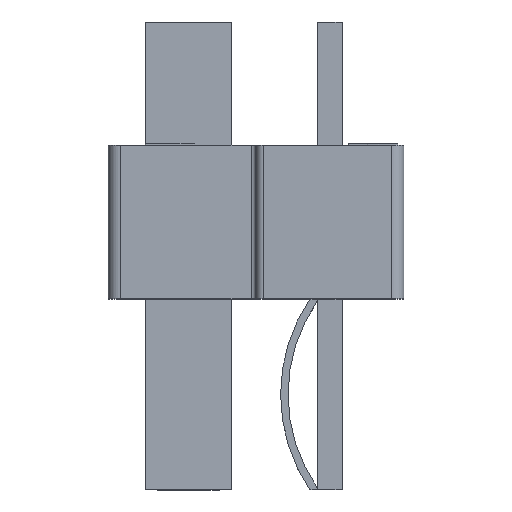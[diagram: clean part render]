
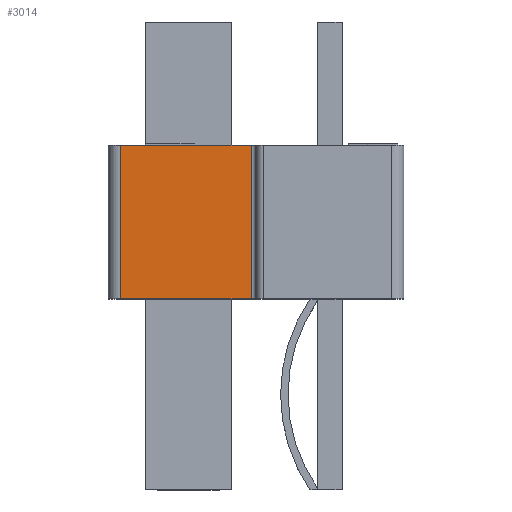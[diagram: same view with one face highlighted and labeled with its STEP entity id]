
A CAD part, top view. The second image highlights one B-rep face of the part: STEP entity #3014.
In plain terms, the highlighted planar face has unit normal (0, 0, 1).
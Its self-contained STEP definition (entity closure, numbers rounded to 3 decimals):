
#135 = EDGE_CURVE ( 'NONE', #1749, #1396, #1769, .T. ) ;
#229 = VERTEX_POINT ( 'NONE', #2379 ) ;
#248 = VECTOR ( 'NONE', #2886, 1000. ) ;
#371 = CARTESIAN_POINT ( 'NONE',  ( 5.8, 6.25, 0. ) ) ;
#440 = EDGE_CURVE ( 'NONE', #2753, #229, #1899, .T. ) ;
#481 = EDGE_CURVE ( 'NONE', #2753, #1749, #2896, .T. ) ;
#498 = CARTESIAN_POINT ( 'NONE',  ( 5.8, 6.25, 0. ) ) ;
#534 = ORIENTED_EDGE ( 'NONE', *, *, #440, .T. ) ;
#574 = CARTESIAN_POINT ( 'NONE',  ( 0.5, 6.25, 0. ) ) ;
#637 = CARTESIAN_POINT ( 'NONE',  ( 5.8, 6.25, 0. ) ) ;
#664 = DIRECTION ( 'NONE',  ( 1., 0., 0. ) ) ;
#858 = CARTESIAN_POINT ( 'NONE',  ( 5.8, 0., 0. ) ) ;
#900 = ORIENTED_EDGE ( 'NONE', *, *, #974, .T. ) ;
#974 = EDGE_CURVE ( 'NONE', #229, #1396, #2601, .T. ) ;
#1174 = DIRECTION ( 'NONE',  ( -1., 0., 0. ) ) ;
#1234 = VECTOR ( 'NONE', #664, 1000. ) ;
#1396 = VERTEX_POINT ( 'NONE', #858 ) ;
#1576 = CARTESIAN_POINT ( 'NONE',  ( 0.5, 6.25, 0. ) ) ;
#1749 = VERTEX_POINT ( 'NONE', #637 ) ;
#1769 = LINE ( 'NONE', #498, #248 ) ;
#1780 = CARTESIAN_POINT ( 'NONE',  ( 5.8, 0., 0. ) ) ;
#1899 = LINE ( 'NONE', #574, #2417 ) ;
#1900 = DIRECTION ( 'NONE',  ( 0., 0., -1. ) ) ;
#2072 = FACE_OUTER_BOUND ( 'NONE', #2524, .T. ) ;
#2183 = AXIS2_PLACEMENT_3D ( 'NONE', #371, #1900, #1174 ) ;
#2337 = DIRECTION ( 'NONE',  ( 0., -1., 0. ) ) ;
#2379 = CARTESIAN_POINT ( 'NONE',  ( 0.5, 0., 0. ) ) ;
#2399 = ORIENTED_EDGE ( 'NONE', *, *, #135, .F. ) ;
#2417 = VECTOR ( 'NONE', #2337, 1000. ) ;
#2524 = EDGE_LOOP ( 'NONE', ( #900, #2399, #3298, #534 ) ) ;
#2601 = LINE ( 'NONE', #1780, #3002 ) ;
#2753 = VERTEX_POINT ( 'NONE', #1576 ) ;
#2847 = DIRECTION ( 'NONE',  ( 1., 0., 0. ) ) ;
#2886 = DIRECTION ( 'NONE',  ( 0., -1., 0. ) ) ;
#2896 = LINE ( 'NONE', #2991, #1234 ) ;
#2991 = CARTESIAN_POINT ( 'NONE',  ( 5.8, 6.25, 0. ) ) ;
#3002 = VECTOR ( 'NONE', #2847, 1000. ) ;
#3014 = ADVANCED_FACE ( 'NONE', ( #2072 ), #3089, .F. ) ;
#3089 = PLANE ( 'NONE',  #2183 ) ;
#3298 = ORIENTED_EDGE ( 'NONE', *, *, #481, .F. ) ;
